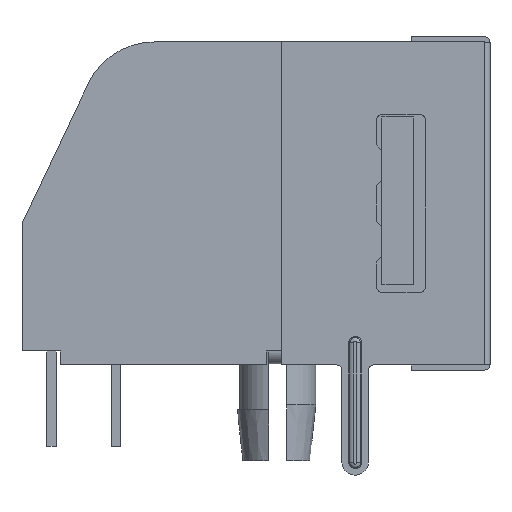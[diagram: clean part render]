
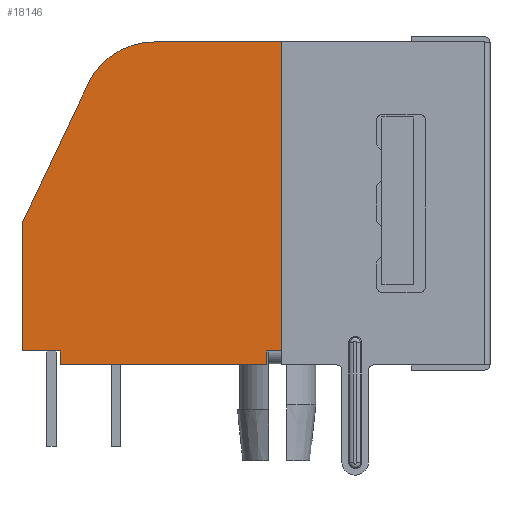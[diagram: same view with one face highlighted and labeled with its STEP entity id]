
A CAD part, left-side view. The second image highlights one B-rep face of the part: STEP entity #18146.
In plain terms, the highlighted face is planar.
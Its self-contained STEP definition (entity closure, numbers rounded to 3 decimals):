
#409=CIRCLE('',#18728,2.879);
#4171=ORIENTED_EDGE('',*,*,#5569,.F.);
#4172=ORIENTED_EDGE('',*,*,#4698,.F.);
#4173=ORIENTED_EDGE('',*,*,#4628,.F.);
#4174=ORIENTED_EDGE('',*,*,#5683,.F.);
#4175=ORIENTED_EDGE('',*,*,#5667,.F.);
#4176=ORIENTED_EDGE('',*,*,#5726,.F.);
#4177=ORIENTED_EDGE('',*,*,#5573,.F.);
#4178=ORIENTED_EDGE('',*,*,#5736,.T.);
#4179=ORIENTED_EDGE('',*,*,#5732,.F.);
#4180=ORIENTED_EDGE('',*,*,#5735,.F.);
#4628=EDGE_CURVE('',#6542,#6543,#7777,.T.);
#4698=EDGE_CURVE('',#6543,#6379,#7830,.T.);
#5569=EDGE_CURVE('',#6379,#7179,#8584,.T.);
#5573=EDGE_CURVE('',#7182,#7183,#8588,.T.);
#5667=EDGE_CURVE('',#7226,#7227,#8667,.T.);
#5683=EDGE_CURVE('',#7227,#6542,#409,.T.);
#5726=EDGE_CURVE('',#7183,#7226,#8725,.T.);
#5732=EDGE_CURVE('',#7244,#7241,#8731,.T.);
#5735=EDGE_CURVE('',#7179,#7244,#8734,.T.);
#5736=EDGE_CURVE('',#7182,#7241,#8735,.T.);
#6379=VERTEX_POINT('',#22711);
#6542=VERTEX_POINT('',#23095);
#6543=VERTEX_POINT('',#23097);
#7179=VERTEX_POINT('',#24961);
#7182=VERTEX_POINT('',#24967);
#7183=VERTEX_POINT('',#24969);
#7226=VERTEX_POINT('',#25151);
#7227=VERTEX_POINT('',#25153);
#7241=VERTEX_POINT('',#25291);
#7244=VERTEX_POINT('',#25296);
#7777=LINE('',#23096,#9420);
#7830=LINE('',#23237,#9473);
#8584=LINE('',#24960,#10227);
#8588=LINE('',#24968,#10231);
#8667=LINE('',#25152,#10310);
#8725=LINE('',#25282,#10368);
#8731=LINE('',#25297,#10374);
#8734=LINE('',#25302,#10377);
#8735=LINE('',#25304,#10378);
#9420=VECTOR('',#19461,1000.);
#9473=VECTOR('',#19620,1000.);
#10227=VECTOR('',#21094,1000.);
#10231=VECTOR('',#21098,1000.);
#10310=VECTOR('',#21251,1000.);
#10368=VECTOR('',#21425,1000.);
#10374=VECTOR('',#21441,1000.);
#10377=VECTOR('',#21448,1000.);
#10378=VECTOR('',#21451,1000.);
#11519=EDGE_LOOP('',(#4171,#4172,#4173,#4174,#4175,#4176,#4177,#4178,#4179,
#4180));
#12210=FACE_BOUND('',#11519,.T.);
#12734=PLANE('',#19077);
#18146=ADVANCED_FACE('',(#12210),#12734,.F.);
#18728=AXIS2_PLACEMENT_3D('',#25192,#21313,#21314);
#19077=AXIS2_PLACEMENT_3D('',#26702,#22510,#22511);
#19461=DIRECTION('',(-1.,0.,0.));
#19620=DIRECTION('',(0.,0.,-1.));
#21094=DIRECTION('',(1.,0.,0.));
#21098=DIRECTION('',(1.,0.,0.));
#21251=DIRECTION('',(-0.427,0.,0.904));
#21313=DIRECTION('',(0.,-1.,0.));
#21314=DIRECTION('',(1.,0.,0.));
#21425=DIRECTION('',(0.,0.,1.));
#21441=DIRECTION('',(1.,0.,0.));
#21448=DIRECTION('',(0.,0.,-1.));
#21451=DIRECTION('',(0.,0.,-1.));
#22510=DIRECTION('',(0.,-1.,0.));
#22511=DIRECTION('',(0.,0.,-1.));
#22711=CARTESIAN_POINT('',(1.5,7.8,-5.8));
#23095=CARTESIAN_POINT('',(6.5,7.8,6.35));
#23096=CARTESIAN_POINT('',(6.5,7.8,6.35));
#23097=CARTESIAN_POINT('',(1.5,7.8,6.35));
#23237=CARTESIAN_POINT('',(1.5,7.8,6.35));
#24960=CARTESIAN_POINT('',(-1.2,7.8,-5.8));
#24961=CARTESIAN_POINT('',(2.09,7.8,-5.8));
#24967=CARTESIAN_POINT('',(10.2,7.8,-5.8));
#24968=CARTESIAN_POINT('',(-1.2,7.8,-5.8));
#24969=CARTESIAN_POINT('',(11.7,7.8,-5.8));
#25151=CARTESIAN_POINT('',(11.7,7.8,-0.8));
#25152=CARTESIAN_POINT('',(11.7,7.8,-0.8));
#25153=CARTESIAN_POINT('',(9.104,7.8,4.7));
#25192=CARTESIAN_POINT('',(6.5,7.8,3.471));
#25282=CARTESIAN_POINT('',(11.7,7.8,-5.8));
#25291=CARTESIAN_POINT('',(10.2,7.8,-6.35));
#25296=CARTESIAN_POINT('',(2.09,7.8,-6.35));
#25297=CARTESIAN_POINT('',(2.09,7.8,-6.35));
#25302=CARTESIAN_POINT('',(2.09,7.8,-5.8));
#25304=CARTESIAN_POINT('',(10.2,7.8,-5.8));
#26702=CARTESIAN_POINT('',(6.5,7.8,3.471));
